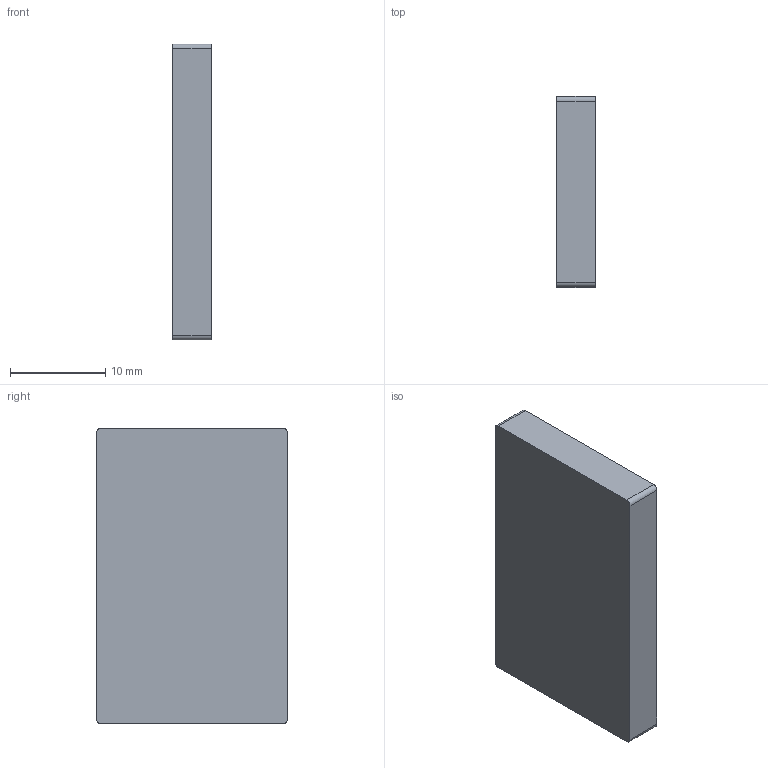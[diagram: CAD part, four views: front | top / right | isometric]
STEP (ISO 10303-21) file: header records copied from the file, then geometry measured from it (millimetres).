
FILE_DESCRIPTION (( 'STEP AP203' ), '1' );
FILE_NAME ('60300-240-8.step', '2023-02-07T13:33:55', ( '' ), ( '' ), 'SwSTEP 2.0', 'SolidWorks 2018', '' );
FILE_SCHEMA (( 'CONFIG_CONTROL_DESIGN' ));
Length unit declared in the file: millimetre
Products named in the file (1): 60300-240-8
Bounding box: 4 x 20 x 31 mm (x, y, z)
Volume: 2478.5 mm3; surface area: 1654.9 mm2
Topology: 1 solids, 1 shells, 257 faces, 675 edges, 450 vertices
Faces by surface type: bspline 130, plane 123, cylinder 4
Entity records: 15510 total; most frequent: CARTESIAN_POINT 9969, ORIENTED_EDGE 1350, DIRECTION 679, EDGE_CURVE 675, VERTEX_POINT 450, LINE 407, VECTOR 407, EDGE_LOOP 287
